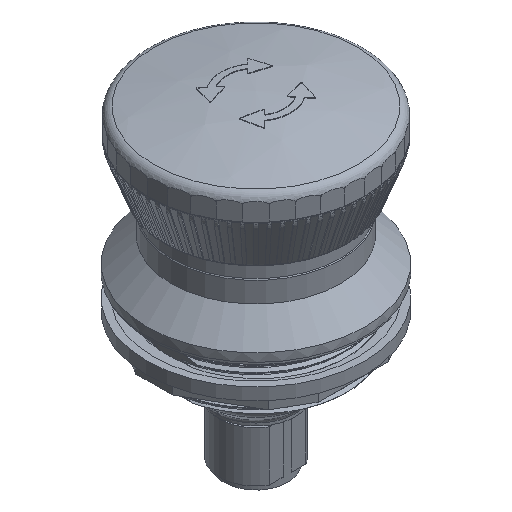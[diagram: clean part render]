
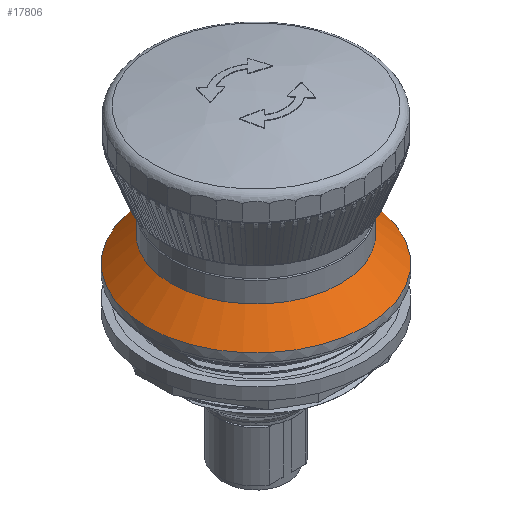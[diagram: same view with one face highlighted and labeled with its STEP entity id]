
A CAD part, isometric view. The second image highlights one B-rep face of the part: STEP entity #17806.
In plain terms, the highlighted conical face has half-angle 45 degrees and reference radius 15.963 mm.
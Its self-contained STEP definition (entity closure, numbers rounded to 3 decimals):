
#224=CONICAL_SURFACE('',#19476,15.963,0.785);
#1982=FACE_OUTER_BOUND('',#2968,.T.);
#2968=EDGE_LOOP('',(#15599,#15600,#15601,#15602,#15603,#15604));
#4706=LINE('',#33534,#5629);
#5629=VECTOR('',#23315,15.963);
#6515=CIRCLE('',#19474,13.925);
#6516=CIRCLE('',#19475,13.925);
#6517=CIRCLE('',#19477,18.);
#6518=CIRCLE('',#19478,18.);
#8119=VERTEX_POINT('',#33527);
#8120=VERTEX_POINT('',#33529);
#8121=VERTEX_POINT('',#33533);
#8122=VERTEX_POINT('',#33535);
#10713=EDGE_CURVE('',#8119,#8120,#6515,.T.);
#10714=EDGE_CURVE('',#8120,#8119,#6516,.T.);
#10715=EDGE_CURVE('',#8119,#8121,#4706,.T.);
#10716=EDGE_CURVE('',#8121,#8122,#6517,.T.);
#10717=EDGE_CURVE('',#8122,#8121,#6518,.T.);
#15599=ORIENTED_EDGE('',*,*,#10714,.F.);
#15600=ORIENTED_EDGE('',*,*,#10713,.F.);
#15601=ORIENTED_EDGE('',*,*,#10715,.T.);
#15602=ORIENTED_EDGE('',*,*,#10716,.T.);
#15603=ORIENTED_EDGE('',*,*,#10717,.T.);
#15604=ORIENTED_EDGE('',*,*,#10715,.F.);
#17806=ADVANCED_FACE('',(#1982),#224,.T.);
#19474=AXIS2_PLACEMENT_3D('',#33530,#23309,#23310);
#19475=AXIS2_PLACEMENT_3D('',#33531,#23311,#23312);
#19476=AXIS2_PLACEMENT_3D('',#33532,#23313,#23314);
#19477=AXIS2_PLACEMENT_3D('',#33536,#23316,#23317);
#19478=AXIS2_PLACEMENT_3D('',#33537,#23318,#23319);
#23309=DIRECTION('center_axis',(0.,0.,
1.));
#23310=DIRECTION('ref_axis',(0.,-1.,0.));
#23311=DIRECTION('center_axis',(0.,0.,
1.));
#23312=DIRECTION('ref_axis',(0.,-1.,0.));
#23313=DIRECTION('center_axis',(0.,0.,
-1.));
#23314=DIRECTION('ref_axis',(0.,-1.,0.));
#23315=DIRECTION('',(0.,0.707,-0.707));
#23316=DIRECTION('center_axis',(0.,0.,
1.));
#23317=DIRECTION('ref_axis',(0.,-1.,0.));
#23318=DIRECTION('center_axis',(0.,0.,
1.));
#23319=DIRECTION('ref_axis',(0.,-1.,0.));
#33527=CARTESIAN_POINT('',(0.,13.925,1.525));
#33529=CARTESIAN_POINT('',(0.,-13.925,1.525));
#33530=CARTESIAN_POINT('Origin',(0.,0.,
1.525));
#33531=CARTESIAN_POINT('Origin',(0.,0.,
1.525));
#33532=CARTESIAN_POINT('Origin',(0.,0.,
-0.513));
#33533=CARTESIAN_POINT('',(0.,18.,-2.55));
#33534=CARTESIAN_POINT('',(0.,15.963,-0.513));
#33535=CARTESIAN_POINT('',(0.,-18.,-2.55));
#33536=CARTESIAN_POINT('Origin',(0.,0.,
-2.55));
#33537=CARTESIAN_POINT('Origin',(0.,0.,
-2.55));
